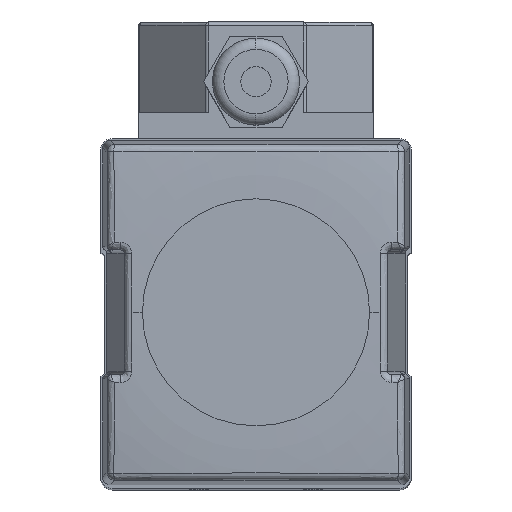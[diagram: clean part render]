
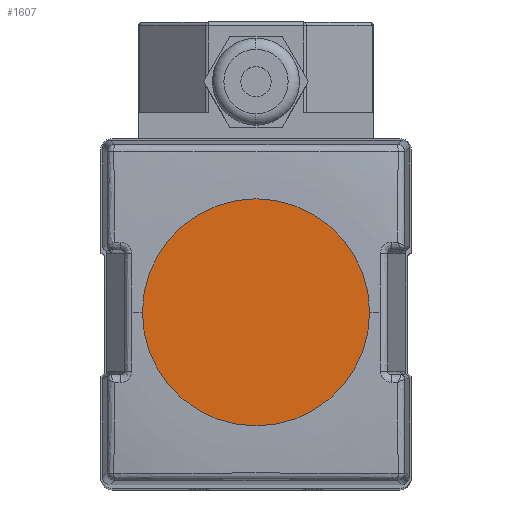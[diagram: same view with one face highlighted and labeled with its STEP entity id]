
A CAD part, top view. The second image highlights one B-rep face of the part: STEP entity #1607.
In plain terms, the highlighted planar face has unit normal (0, 0, 1).
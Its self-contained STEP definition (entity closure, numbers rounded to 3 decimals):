
#62 = DIRECTION ( 'NONE',  ( 0., 0., -1. ) ) ;
#504 = DIRECTION ( 'NONE',  ( 0., 0., -1. ) ) ;
#1035 = DIRECTION ( 'NONE',  ( -1., 0., 0. ) ) ;
#1607 = ADVANCED_FACE ( 'NONE', ( #4335 ), #14456, .F. ) ;
#1639 = CARTESIAN_POINT ( 'NONE',  ( 30., 0., 36.5 ) ) ;
#2655 = CIRCLE ( 'NONE', #9818, 30. ) ;
#2881 = VERTEX_POINT ( 'NONE', #12768 ) ;
#4335 = FACE_OUTER_BOUND ( 'NONE', #6216, .T. ) ;
#4791 = DIRECTION ( 'NONE',  ( 0., 0., -1. ) ) ;
#6032 = ORIENTED_EDGE ( 'NONE', *, *, #13236, .F. ) ;
#6216 = EDGE_LOOP ( 'NONE', ( #9932, #6032 ) ) ;
#6284 = DIRECTION ( 'NONE',  ( -1., 0., 0. ) ) ;
#7800 = AXIS2_PLACEMENT_3D ( 'NONE', #12046, #4791, #1035 ) ;
#9818 = AXIS2_PLACEMENT_3D ( 'NONE', #11670, #504, #15278 ) ;
#9932 = ORIENTED_EDGE ( 'NONE', *, *, #13616, .F. ) ;
#11173 = CARTESIAN_POINT ( 'NONE',  ( 0., 0., 36.5 ) ) ;
#11670 = CARTESIAN_POINT ( 'NONE',  ( 0., 0., 36.5 ) ) ;
#12046 = CARTESIAN_POINT ( 'NONE',  ( 0., 0., 36.5 ) ) ;
#12768 = CARTESIAN_POINT ( 'NONE',  ( -30., 0., 36.5 ) ) ;
#12927 = CIRCLE ( 'NONE', #15570, 30. ) ;
#13236 = EDGE_CURVE ( 'NONE', #14716, #2881, #2655, .T. ) ;
#13616 = EDGE_CURVE ( 'NONE', #2881, #14716, #12927, .T. ) ;
#14456 = PLANE ( 'NONE',  #7800 ) ;
#14716 = VERTEX_POINT ( 'NONE', #1639 ) ;
#15278 = DIRECTION ( 'NONE',  ( -1., 0., 0. ) ) ;
#15570 = AXIS2_PLACEMENT_3D ( 'NONE', #11173, #62, #6284 ) ;
